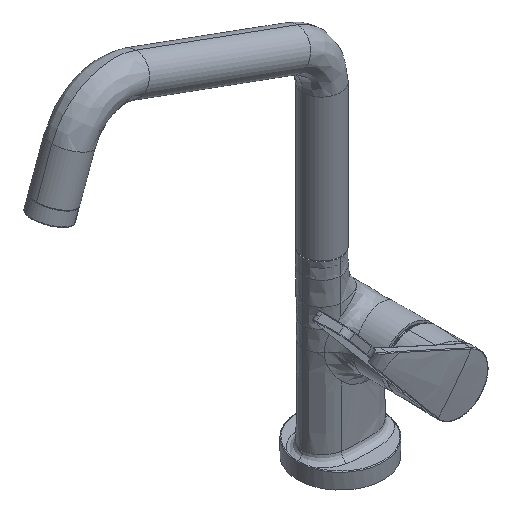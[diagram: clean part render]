
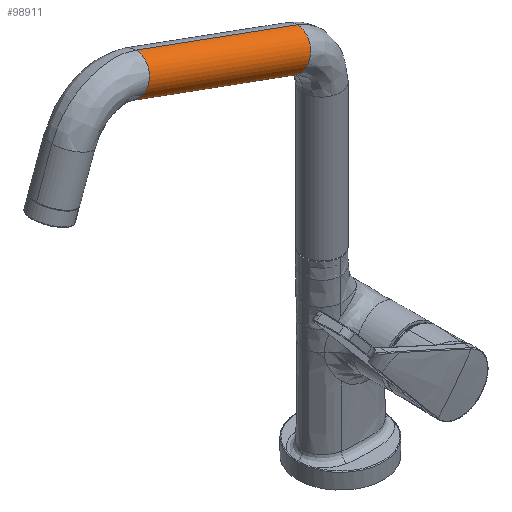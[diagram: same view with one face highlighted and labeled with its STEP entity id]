
A CAD part, isometric view. The second image highlights one B-rep face of the part: STEP entity #98911.
In plain terms, the highlighted cylindrical face has radius 14 mm (diameter 28 mm), a partial arc.
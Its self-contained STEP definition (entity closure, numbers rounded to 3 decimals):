
#98461=CARTESIAN_POINT(' ',(148.292,0.,169.734));
#98462=VERTEX_POINT(' ',#98461);
#98476=CARTESIAN_POINT(' ',(143.504,0.,182.889));
#98481=DIRECTION(' ',(0.94,0.,0.342));
#98486=DIRECTION(' ',(0.342,0.,-0.94));
#98491=AXIS2_PLACEMENT_3D(' ',#98476,#98481,#98486);
#98496=CIRCLE('',#98491,14.);
#98501=CARTESIAN_POINT(' ',(138.715,0.,196.045));
#98502=VERTEX_POINT(' ',#98501);
#98506=EDGE_CURVE(' ',#98462,#98502,#98496,.T.);
#98766=CARTESIAN_POINT(' ',(83.266,0.,160.965));
#98771=DIRECTION(' ',(0.94,-0.,0.342));
#98776=DIRECTION(' ',(0.342,0.,-0.94));
#98781=AXIS2_PLACEMENT_3D(' ',#98766,#98771,#98776);
#98786=CYLINDRICAL_SURFACE(' ',#98781,14.);
#98791=CARTESIAN_POINT(' ',(23.029,0.,139.04));
#98796=DIRECTION(' ',(0.94,0.,0.342));
#98801=DIRECTION(' ',(0.342,0.,-0.94));
#98806=AXIS2_PLACEMENT_3D(' ',#98791,#98796,#98801);
#98811=CIRCLE('',#98806,14.);
#98816=CARTESIAN_POINT(' ',(27.818,0.,125.884));
#98817=VERTEX_POINT(' ',#98816);
#98821=CARTESIAN_POINT(' ',(18.241,0.,152.196));
#98822=VERTEX_POINT(' ',#98821);
#98826=EDGE_CURVE(' ',#98817,#98822,#98811,.T.);
#98831=ORIENTED_EDGE(' ',*,*,#98826,.T.);
#98836=CARTESIAN_POINT(' ',(138.715,0.,196.045));
#98841=DIRECTION(' ',(-0.94,0.,-0.342));
#98846=VECTOR(' ',#98841,1.);
#98851=LINE('',#98836,#98846);
#98856=EDGE_CURVE(' ',#98502,#98822,#98851,.T.);
#98861=ORIENTED_EDGE(' ',*,*,#98856,.F.);
#98866=ORIENTED_EDGE(' ',*,*,#98506,.F.);
#98871=CARTESIAN_POINT(' ',(148.292,0.,169.734));
#98876=DIRECTION(' ',(-0.94,0.,-0.342));
#98881=VECTOR(' ',#98876,1.);
#98886=LINE('',#98871,#98881);
#98891=EDGE_CURVE(' ',#98462,#98817,#98886,.T.);
#98896=ORIENTED_EDGE(' ',*,*,#98891,.T.);
#98901=EDGE_LOOP(' ',(#98831,#98861,#98866,#98896));
#98906=FACE_OUTER_BOUND(' ',#98901,.T.);
#98911=ADVANCED_FACE('',(#98906),#98786,.T.);
